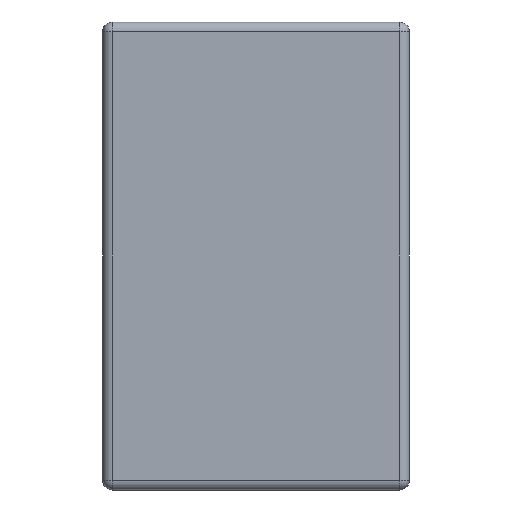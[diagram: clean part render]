
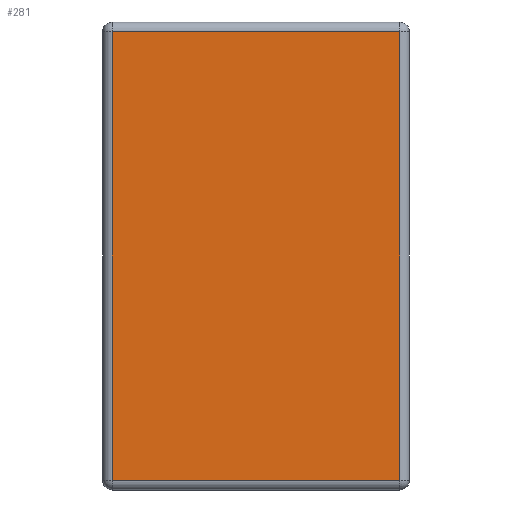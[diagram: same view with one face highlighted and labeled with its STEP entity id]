
A CAD part, left-side view. The second image highlights one B-rep face of the part: STEP entity #281.
In plain terms, the highlighted planar face has unit normal (-1, 0, 0).
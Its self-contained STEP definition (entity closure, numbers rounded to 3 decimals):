
#78 = LINE ( 'NONE', #2123, #3809 ) ;
#267 = VERTEX_POINT ( 'NONE', #3345 ) ;
#281 = ADVANCED_FACE ( 'NONE', ( #2060 ), #3364, .T. ) ;
#362 = VECTOR ( 'NONE', #951, 1000. ) ;
#462 = AXIS2_PLACEMENT_3D ( 'NONE', #1182, #2697, #2282 ) ;
#482 = DIRECTION ( 'NONE',  ( 0., 1., 0. ) ) ;
#566 = CARTESIAN_POINT ( 'NONE',  ( 0., 0., -2.84 ) ) ;
#909 = ORIENTED_EDGE ( 'NONE', *, *, #2323, .T. ) ;
#951 = DIRECTION ( 'NONE',  ( 0., 0., 1. ) ) ;
#993 = VECTOR ( 'NONE', #482, 1000. ) ;
#1008 = EDGE_LOOP ( 'NONE', ( #909, #2232, #2146, #1726 ) ) ;
#1182 = CARTESIAN_POINT ( 'NONE',  ( 0., 0., 0. ) ) ;
#1214 = CARTESIAN_POINT ( 'NONE',  ( 0., 1.9, -0.06 ) ) ;
#1298 = DIRECTION ( 'NONE',  ( 0., -1., 0. ) ) ;
#1419 = LINE ( 'NONE', #1648, #362 ) ;
#1648 = CARTESIAN_POINT ( 'NONE',  ( 0., 0.06, 0. ) ) ;
#1726 = ORIENTED_EDGE ( 'NONE', *, *, #2753, .T. ) ;
#1953 = VERTEX_POINT ( 'NONE', #3878 ) ;
#2004 = VECTOR ( 'NONE', #1298, 1000. ) ;
#2060 = FACE_OUTER_BOUND ( 'NONE', #1008, .T. ) ;
#2099 = LINE ( 'NONE', #1214, #993 ) ;
#2123 = CARTESIAN_POINT ( 'NONE',  ( 0., 1.84, -2.9 ) ) ;
#2146 = ORIENTED_EDGE ( 'NONE', *, *, #3071, .T. ) ;
#2232 = ORIENTED_EDGE ( 'NONE', *, *, #2386, .T. ) ;
#2282 = DIRECTION ( 'NONE',  ( 0., 0., 1. ) ) ;
#2323 = EDGE_CURVE ( 'NONE', #3968, #3561, #4205, .T. ) ;
#2386 = EDGE_CURVE ( 'NONE', #3561, #267, #1419, .T. ) ;
#2697 = DIRECTION ( 'NONE',  ( -1., 0., 0. ) ) ;
#2753 = EDGE_CURVE ( 'NONE', #1953, #3968, #78, .T. ) ;
#3071 = EDGE_CURVE ( 'NONE', #267, #1953, #2099, .T. ) ;
#3345 = CARTESIAN_POINT ( 'NONE',  ( 0., 0.06, -0.06 ) ) ;
#3364 = PLANE ( 'NONE',  #462 ) ;
#3521 = CARTESIAN_POINT ( 'NONE',  ( 0., 0.06, -2.84 ) ) ;
#3561 = VERTEX_POINT ( 'NONE', #3521 ) ;
#3809 = VECTOR ( 'NONE', #4627, 1000. ) ;
#3878 = CARTESIAN_POINT ( 'NONE',  ( 0., 1.84, -0.06 ) ) ;
#3968 = VERTEX_POINT ( 'NONE', #4411 ) ;
#4205 = LINE ( 'NONE', #566, #2004 ) ;
#4411 = CARTESIAN_POINT ( 'NONE',  ( 0., 1.84, -2.84 ) ) ;
#4627 = DIRECTION ( 'NONE',  ( 0., 0., -1. ) ) ;
